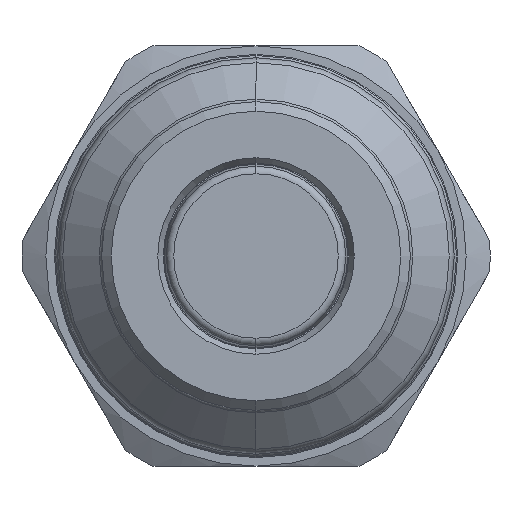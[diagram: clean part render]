
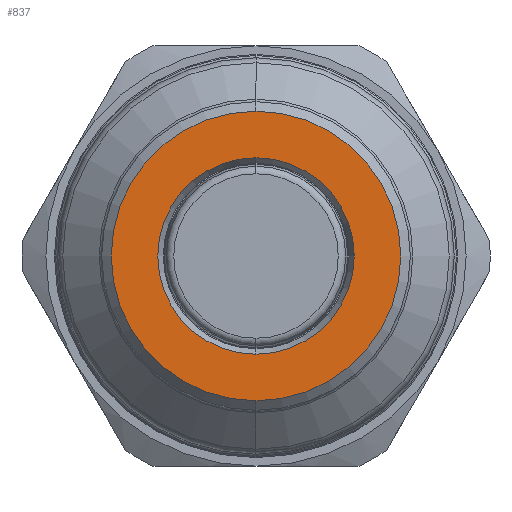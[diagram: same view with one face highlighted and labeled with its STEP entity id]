
A CAD part, left-side view. The second image highlights one B-rep face of the part: STEP entity #837.
In plain terms, the highlighted planar face has unit normal (-1, 0, 0).
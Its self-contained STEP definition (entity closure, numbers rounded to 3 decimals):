
#19 = FACE_OUTER_BOUND ( 'NONE', #1388, .T. ) ;
#31 = FACE_BOUND ( 'NONE', #1412, .T. ) ;
#142 = CIRCLE ( 'NONE', #2126, 5.139 ) ;
#144 = CIRCLE ( 'NONE', #2142, 7.575 ) ;
#151 = CIRCLE ( 'NONE', #2151, 7.575 ) ;
#297 = CARTESIAN_POINT ( 'NONE',  ( 0., 0., 5.139 ) ) ;
#309 = DIRECTION ( 'NONE',  ( 0., 0., -1. ) ) ;
#386 = CARTESIAN_POINT ( 'NONE',  ( 0., 0., -5.139 ) ) ;
#449 = CARTESIAN_POINT ( 'NONE',  ( 0., 0., 0. ) ) ;
#457 = DIRECTION ( 'NONE',  ( 1., 0., 0. ) ) ;
#474 = CARTESIAN_POINT ( 'NONE',  ( 0., 0., -7.575 ) ) ;
#482 = CARTESIAN_POINT ( 'NONE',  ( 0., 0., 7.575 ) ) ;
#662 = CIRCLE ( 'NONE', #2172, 5.139 ) ;
#837 = ADVANCED_FACE ( 'NONE', ( #19, #31 ), #1279, .F. ) ;
#1005 = EDGE_CURVE ( 'NONE', #1298, #1339, #151, .T. ) ;
#1018 = EDGE_CURVE ( 'NONE', #1187, #1336, #142, .T. ) ;
#1026 = EDGE_CURVE ( 'NONE', #1339, #1298, #144, .T. ) ;
#1085 = EDGE_CURVE ( 'NONE', #1336, #1187, #662, .T. ) ;
#1187 = VERTEX_POINT ( 'NONE', #386 ) ;
#1220 = DIRECTION ( 'NONE',  ( 0., 0., -1. ) ) ;
#1226 = DIRECTION ( 'NONE',  ( 1., 0., 0. ) ) ;
#1254 = CARTESIAN_POINT ( 'NONE',  ( 0., 5.139, 0. ) ) ;
#1279 = PLANE ( 'NONE',  #1617 ) ;
#1298 = VERTEX_POINT ( 'NONE', #474 ) ;
#1336 = VERTEX_POINT ( 'NONE', #297 ) ;
#1339 = VERTEX_POINT ( 'NONE', #482 ) ;
#1388 = EDGE_LOOP ( 'NONE', ( #1420, #1460 ) ) ;
#1409 = ORIENTED_EDGE ( 'NONE', *, *, #1018, .T. ) ;
#1412 = EDGE_LOOP ( 'NONE', ( #1466, #1409 ) ) ;
#1420 = ORIENTED_EDGE ( 'NONE', *, *, #1005, .F. ) ;
#1460 = ORIENTED_EDGE ( 'NONE', *, *, #1026, .F. ) ;
#1466 = ORIENTED_EDGE ( 'NONE', *, *, #1085, .T. ) ;
#1617 = AXIS2_PLACEMENT_3D ( 'NONE', #1254, #1226, #1220 ) ;
#1765 = DIRECTION ( 'NONE',  ( 1., 0., 0. ) ) ;
#1776 = CARTESIAN_POINT ( 'NONE',  ( 0., 0., 0. ) ) ;
#1784 = CARTESIAN_POINT ( 'NONE',  ( 0., 0., 0. ) ) ;
#1787 = DIRECTION ( 'NONE',  ( 0., 0., -1. ) ) ;
#1795 = DIRECTION ( 'NONE',  ( 1., 0., 0. ) ) ;
#1840 = DIRECTION ( 'NONE',  ( 0., 0., -1. ) ) ;
#2024 = CARTESIAN_POINT ( 'NONE',  ( 0., 0., 0. ) ) ;
#2037 = DIRECTION ( 'NONE',  ( 1., 0., 0. ) ) ;
#2044 = DIRECTION ( 'NONE',  ( 0., 0., -1. ) ) ;
#2126 = AXIS2_PLACEMENT_3D ( 'NONE', #1776, #1765, #1787 ) ;
#2142 = AXIS2_PLACEMENT_3D ( 'NONE', #1784, #1795, #1840 ) ;
#2151 = AXIS2_PLACEMENT_3D ( 'NONE', #2024, #2037, #2044 ) ;
#2172 = AXIS2_PLACEMENT_3D ( 'NONE', #449, #457, #309 ) ;
